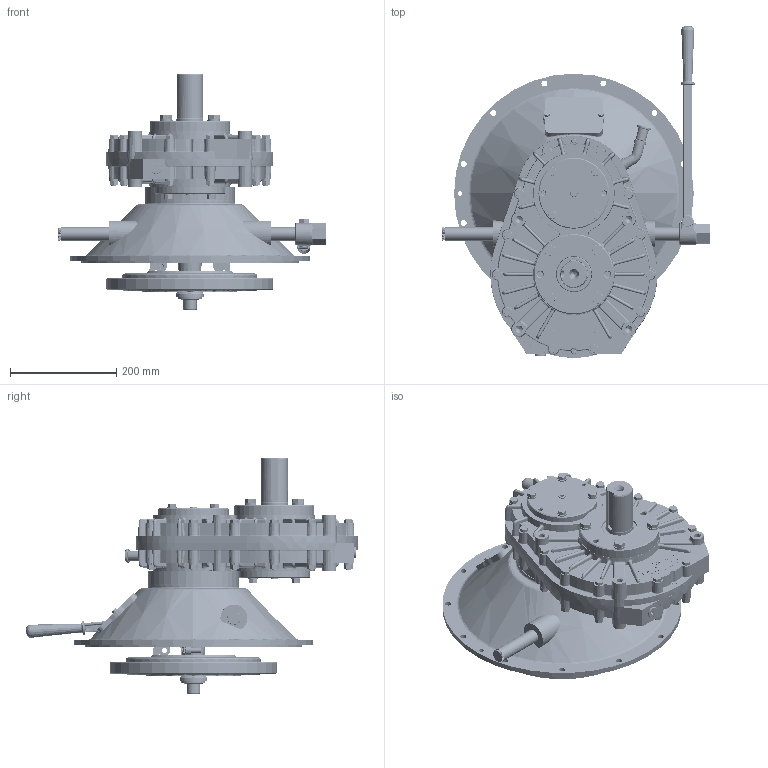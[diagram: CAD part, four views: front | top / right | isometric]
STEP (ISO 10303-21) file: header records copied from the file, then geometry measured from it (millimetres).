
FILE_DESCRIPTION (( 'STEP AP214' ), '1' );
FILE_NAME ('D101A271001.STEP', '2017-01-18T15:18:08', ( 'MikeMihajlovic' ), ( 'Microsoft' ), 'SwSTEP 2.0', 'SolidWorks 2016', '' );
FILE_SCHEMA (( 'AUTOMOTIVE_DESIGN' ));
Length unit declared in the file: inch
Products named in the file (36): PPSKG.25-18; HHCS.38-16X3.50_HHCS.38-16X2.00; D101001N; SH K-_SH K-21507; DWL.38X1.00_DPM .38x1.50; SH K-_SH K-21520; D101001P; SH K-_SH K-21505; D101166; D101A271001; OS2.00X2.623-2; D17-3-BD145_web; SH K-_SH K-21620; WFL5000004; SH K-_SH K-21607; DS90081A106; SH K-_SH K-21605; NP266409-1; D101164; SHCS .50-13x1.00_SHCS.50-13x1.25; D101165; HHCSZM6X1.0X16_HHCSZM6X1.0X16; D101163_GearTrax; CV4.25x3.86; D101161_GearTrax; LWZ .50_LWZ .50; PPSKM.50-14; HHCSZ.38-16x1.13_HBOLT 0.3750-16x1x1-N; PPSKG.38-18_PPSKG.38-18; HHCSZ.50-13x1.50_HHCSZ.50-13X1.50; AV313650; SHCS .38-16x1.25_HX-SHCS .38-16x1.00; STEL.38NPT45; LWZ.38_Regular LW 0.375; PN.38NPTX1.50; HNZ.38-16_HNZ .38-16
Assembly tree (107 placements, depth 2):
  D101A271001
    D101001P
    DWL.38X1.00_DPM .38x1.50  x2
    D101001N
    PPSKG.25-18  x2
    PN.38NPTX1.50
    STEL.38NPT45
    AV313650
    PPSKG.38-18_PPSKG.38-18
    PPSKM.50-14
    D101161_GearTrax
    D101163_GearTrax
    D101165
    D101164
    SH K-_SH K-21605
    SH K-_SH K-21607  x2
    SH K-_SH K-21620
    D17-3-BD145_web
    OS2.00X2.623-2  x2
    D101166  x2
    SH K-_SH K-21505
    SH K-_SH K-21520
    SH K-_SH K-21507  x2
    HHCS.38-16X3.50_HHCS.38-16X2.00  x12
    HNZ.38-16_HNZ .38-16  x12
    LWZ.38_Regular LW 0.375  x20
    SHCS .38-16x1.25_HX-SHCS .38-16x1.00  x8
    HHCSZ.50-13x1.50_HHCSZ.50-13X1.50  x4
    HHCSZ.38-16x1.13_HBOLT 0.3750-16x1x1-N  x8
    LWZ .50_LWZ .50  x4
    CV4.25x3.86
    HHCSZM6X1.0X16_HHCSZM6X1.0X16  x2
    SHCS .50-13x1.00_SHCS.50-13x1.25  x4
    NP266409-1
    DS90081A106  x2
    WFL5000004
Bounding box: 503.24 x 624.6 x 445.06 mm (x, y, z)
Volume: 7353893.6 mm3; surface area: 2099531.7 mm2
Topology: 108 solids, 147 shells, 6182 faces, 16762 edges, 10606 vertices
Faces by surface type: plane 2154, cylinder 1632, cone 1309, bspline 941, torus 146
Full cylindrical faces by diameter (mm): 24.663 x1
Entity records: 579868 total; most frequent: CARTESIAN_POINT 462710, ORIENTED_EDGE 24944, DIRECTION 21380, EDGE_CURVE 13314, VERTEX_POINT 8732, AXIS2_PLACEMENT_3D 8149, EDGE_LOOP 5163, VECTOR 5082
